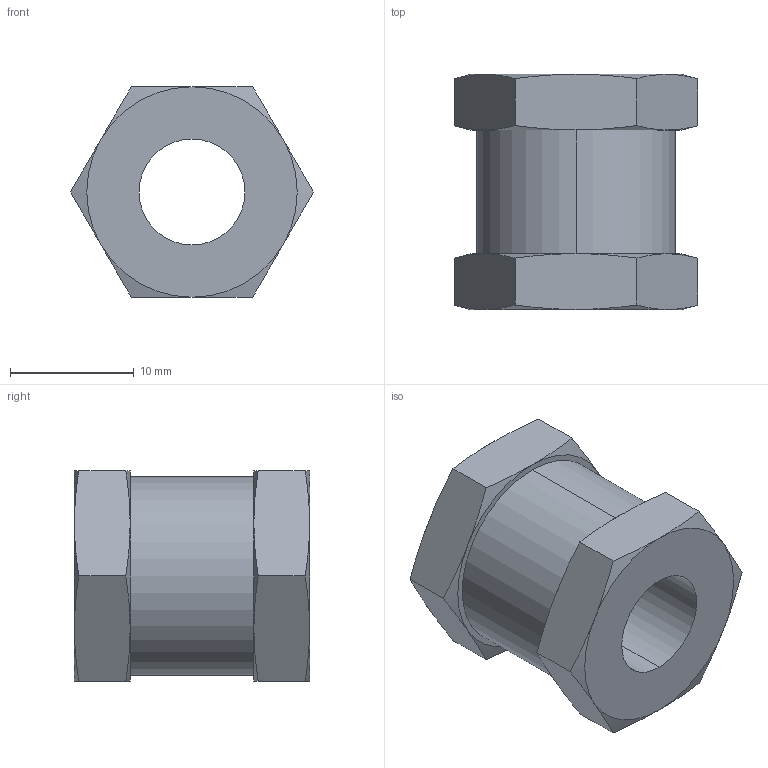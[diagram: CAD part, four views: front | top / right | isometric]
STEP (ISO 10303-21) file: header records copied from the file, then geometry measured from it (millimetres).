
FILE_DESCRIPTION(('STEP AP214'),'1');
FILE_NAME('COVAL_IF14F18.stp','2017-12-28T08:28:59',('TraceParts'),('TraceParts S.A.'),'Spatial InterOp 3D',' ',' ');
FILE_SCHEMA(('automotive_design'));
Length unit declared in the file: millimetre
Products named in the file (1): COVAL_IF14F18
Bounding box: 19.63 x 19 x 17 mm (x, y, z)
Volume: 2689.3 mm3; surface area: 2077.4 mm2
Topology: 1 solids, 1 shells, 48 faces, 104 edges, 60 vertices
Faces by surface type: cone 26, plane 16, cylinder 6
Entity records: 1748 total; most frequent: CARTESIAN_POINT 373, ORIENTED_EDGE 208, DIRECTION 190, EDGE_CURVE 104, AXIS2_PLACEMENT_3D 85, VERTEX_POINT 60, EDGE_LOOP 52, STYLED_ITEM 48
